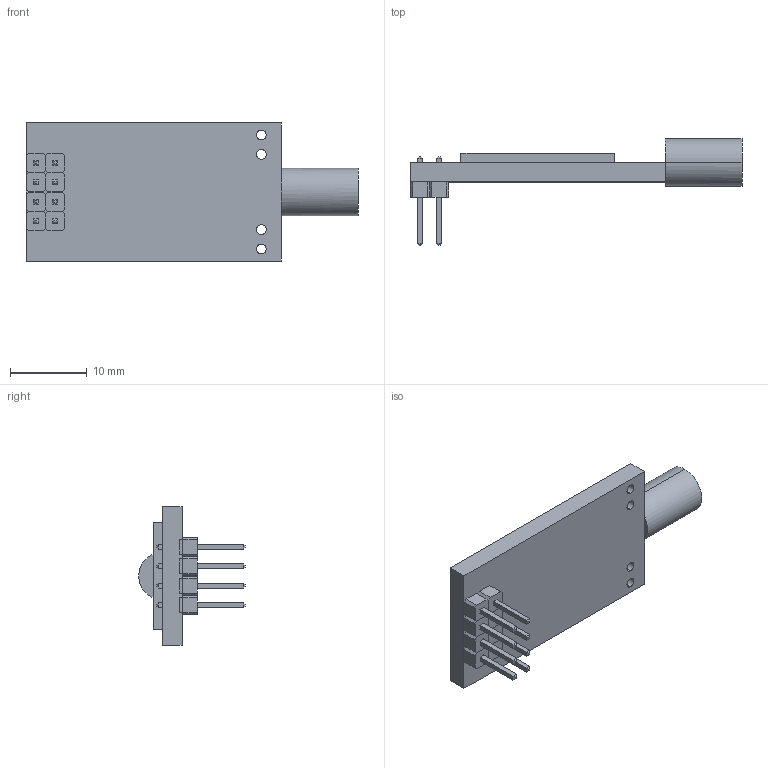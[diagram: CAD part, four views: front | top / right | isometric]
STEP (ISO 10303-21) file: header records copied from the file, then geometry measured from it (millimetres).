
FILE_DESCRIPTION (( 'STEP AP214' ), '1' );
FILE_NAME ('NRF_Novo.STEP', '2020-07-01T12:25:43', ( '' ), ( '' ), 'SwSTEP 2.0', 'SolidWorks 2018', '' );
FILE_SCHEMA (( 'AUTOMOTIVE_DESIGN' ));
Length unit declared in the file: millimetre
Products named in the file (3): Header_Male_4x2; NRF_Novo
Assembly tree (2 placements, depth 2):
  NRF_Novo
    NRF_Novo
    Header_Male_4x2
Bounding box: 43.3 x 13.88 x 18 mm (x, y, z)
Volume: 2253.5 mm3; surface area: 2404 mm2
Topology: 17 solids, 17 shells, 297 faces, 684 edges, 422 vertices
Faces by surface type: plane 271, cylinder 26
Entity records: 11409 total; most frequent: CARTESIAN_POINT 1408, ORIENTED_EDGE 1368, DIRECTION 1342, EDGE_CURVE 684, VECTOR 630, LINE 630, VERTEX_POINT 422, AXIS2_PLACEMENT_3D 356
